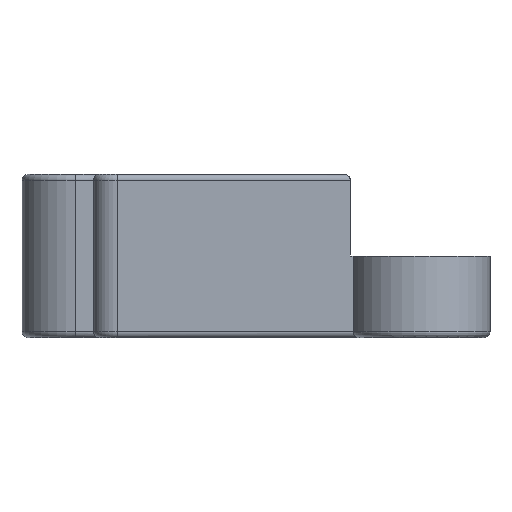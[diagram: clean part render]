
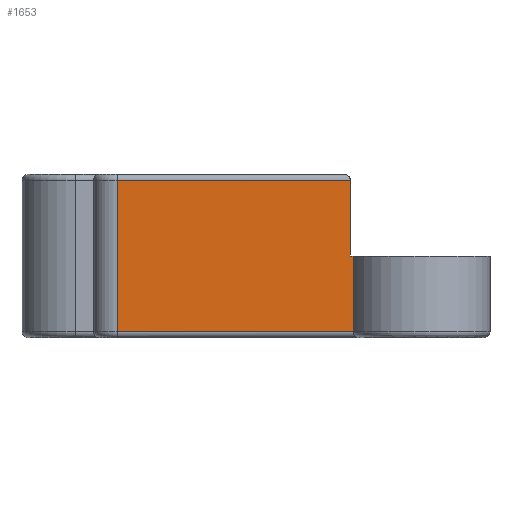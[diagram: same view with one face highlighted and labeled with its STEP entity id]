
A CAD part, left-side view. The second image highlights one B-rep face of the part: STEP entity #1653.
In plain terms, the highlighted planar face has unit normal (-1, 0, 0).
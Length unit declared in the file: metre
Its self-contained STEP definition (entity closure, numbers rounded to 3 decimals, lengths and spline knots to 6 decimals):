
#176=LINE('',#2693,#328);
#177=LINE('',#2696,#329);
#178=LINE('',#2698,#330);
#179=LINE('',#2700,#331);
#180=LINE('',#2702,#332);
#181=LINE('',#2704,#333);
#328=VECTOR('',#2135,1.);
#329=VECTOR('',#2136,1.);
#330=VECTOR('',#2137,1.);
#331=VECTOR('',#2138,1.);
#332=VECTOR('',#2139,1.);
#333=VECTOR('',#2140,1.);
#555=ORIENTED_EDGE('',*,*,#992,.T.);
#556=ORIENTED_EDGE('',*,*,#993,.T.);
#557=ORIENTED_EDGE('',*,*,#994,.F.);
#558=ORIENTED_EDGE('',*,*,#995,.F.);
#559=ORIENTED_EDGE('',*,*,#996,.F.);
#560=ORIENTED_EDGE('',*,*,#997,.T.);
#992=EDGE_CURVE('',#1214,#1215,#176,.T.);
#993=EDGE_CURVE('',#1215,#1216,#177,.F.);
#994=EDGE_CURVE('',#1217,#1216,#178,.T.);
#995=EDGE_CURVE('',#1218,#1217,#179,.T.);
#996=EDGE_CURVE('',#1219,#1218,#180,.F.);
#997=EDGE_CURVE('',#1219,#1214,#181,.T.);
#1214=VERTEX_POINT('',#2694);
#1215=VERTEX_POINT('',#2695);
#1216=VERTEX_POINT('',#2697);
#1217=VERTEX_POINT('',#2699);
#1218=VERTEX_POINT('',#2701);
#1219=VERTEX_POINT('',#2703);
#1375=EDGE_LOOP('',(#555,#556,#557,#558,#559,#560));
#1497=FACE_BOUND('',#1375,.T.);
#1603=PLANE('',#1811);
#1653=ADVANCED_FACE('',(#1497),#1603,.F.);
#1811=AXIS2_PLACEMENT_3D('',#2692,#2133,#2134);
#2133=DIRECTION('',(1.,0.,0.));
#2134=DIRECTION('',(0.,0.,-1.));
#2135=DIRECTION('',(0.,0.,-1.));
#2136=DIRECTION('',(0.,1.,0.));
#2137=DIRECTION('',(0.,0.,-1.));
#2138=DIRECTION('',(0.,-1.,0.));
#2139=DIRECTION('',(0.,0.,1.));
#2140=DIRECTION('',(0.,1.,0.));
#2692=CARTESIAN_POINT('',(-0.029,-0.009126,0.006));
#2693=CARTESIAN_POINT('',(-0.029,0.011,-0.001));
#2694=CARTESIAN_POINT('',(-0.029,0.011,0.0125));
#2695=CARTESIAN_POINT('',(-0.029,0.011,-0.0005));
#2696=CARTESIAN_POINT('',(-0.029,-0.009252,-0.0005));
#2697=CARTESIAN_POINT('',(-0.029,-0.009252,-0.0005));
#2698=CARTESIAN_POINT('',(-0.029,-0.009252,0.006));
#2699=CARTESIAN_POINT('',(-0.029,-0.009252,0.006));
#2700=CARTESIAN_POINT('',(-0.029,-0.009126,0.006));
#2701=CARTESIAN_POINT('',(-0.029,-0.009,0.006));
#2702=CARTESIAN_POINT('',(-0.029,-0.009,0.012));
#2703=CARTESIAN_POINT('',(-0.029,-0.009,0.0125));
#2704=CARTESIAN_POINT('',(-0.029,-0.009126,0.0125));
